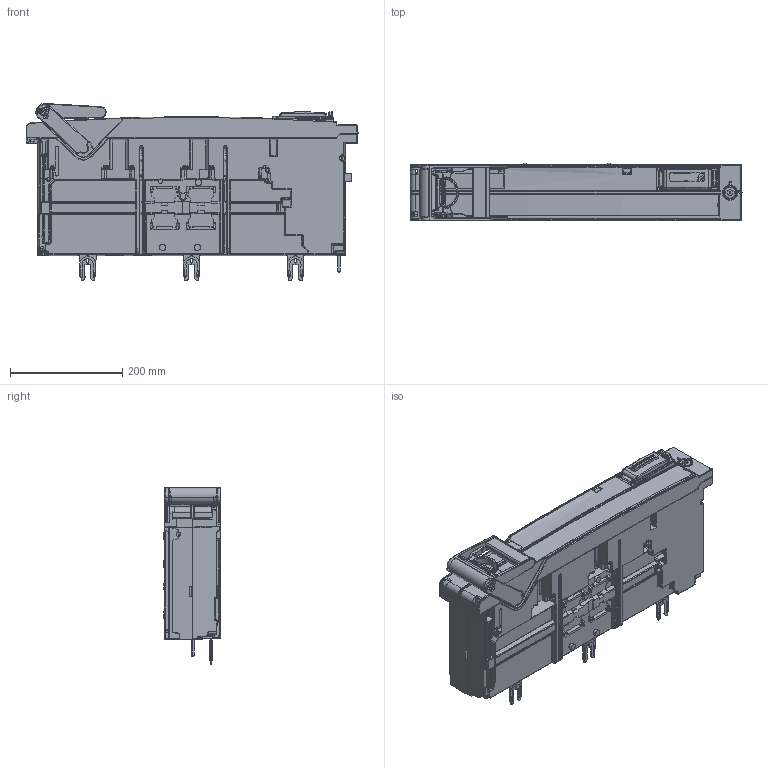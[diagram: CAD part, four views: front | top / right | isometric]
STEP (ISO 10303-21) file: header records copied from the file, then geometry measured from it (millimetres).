
FILE_DESCRIPTION((''),'2;1');
FILE_NAME('XRG1-185-10-3P-ITS2_D','2023-01-12T16:03:33',('sarey'),(''),'CREO PARAMETRIC BY PTC INC, 2017260','CREO PARAMETRIC BY PTC INC, 2017260','');
FILE_SCHEMA(('AUTOMOTIVE_DESIGN { 1 0 10303 214 1 1 1 1 }'));
Length unit declared in the file: inch
Products named in the file (1): XRG1-185-10-3P-ITS2_D
Bounding box: 591.45 x 102.49 x 315.21 mm (x, y, z)
Volume: 43058.8 mm3; surface area: 784585 mm2
Topology: 1 solids, 121 shells, 5038 faces, 17759 edges, 12515 vertices
Faces by surface type: plane 1914, cylinder 1849, bspline 525, torus 359, cone 198, sphere 168, extrusion 25
Entity records: 281800 total; most frequent: CARTESIAN_POINT 106087, ORIENTED_EDGE 29481, DIRECTION 26470, EDGE_CURVE 17549, VERTEX_POINT 12500, VECTOR 9574, LINE 9549, AXIS2_PLACEMENT_3D 8448
